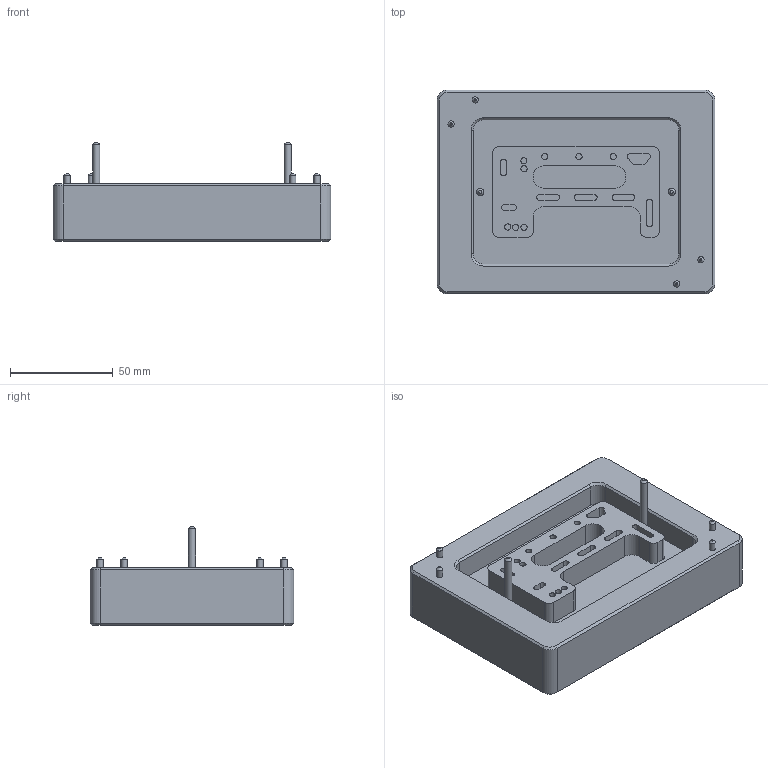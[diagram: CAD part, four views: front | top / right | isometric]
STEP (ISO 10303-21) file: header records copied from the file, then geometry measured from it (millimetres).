
FILE_DESCRIPTION(/* description */ ('Unknown'),/* implementation_level */ '2;1');
FILE_NAME(/* name */ 'P690',/* time_stamp */ '2017-07-10T13:36:48+02:00',/* author */ ('Unknown'),/* organization */ ('Unknown'),/* preprocessor_version */ 'ST-DEVELOPER v16.7',/* originating_system */ 'DEX',/* authorisation */ $);
FILE_SCHEMA (('AUTOMOTIVE_DESIGN {1 0 10303 214 3 1 1}'));
Length unit declared in the file: millimetre
Products named in the file (4): P690; poz_csap_nyak; poz_csap
Assembly tree (7 placements, depth 2):
  P690
    P690
    poz_csap_nyak  x4
    poz_csap  x2
Bounding box: 135 x 99 x 48 mm (x, y, z)
Volume: 315311.2 mm3; surface area: 51407.3 mm2
Topology: 7 solids, 7 shells, 170 faces, 358 edges, 230 vertices
Faces by surface type: plane 90, cylinder 60, cone 20
Full cylindrical faces by diameter (mm): 2.987 x1, 3 x18, 3.038 x1, 3.5 x2, 6.05 x2
Entity records: 4153 total; most frequent: DIRECTION 752, CARTESIAN_POINT 676, ORIENTED_EDGE 612, EDGE_CURVE 306, AXIS2_PLACEMENT_3D 286, VERTEX_POINT 210, EDGE_LOOP 202, FACE_BOUND 202
